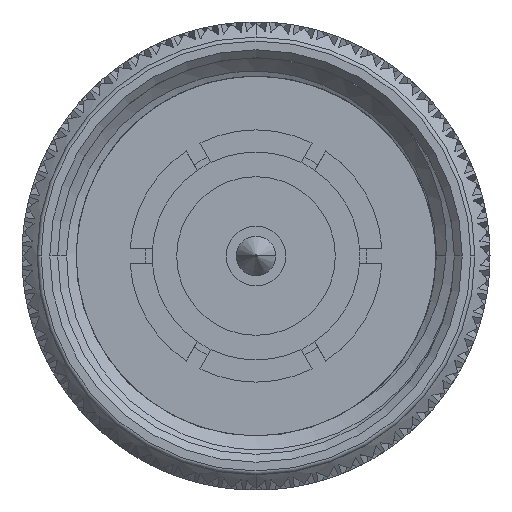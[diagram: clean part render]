
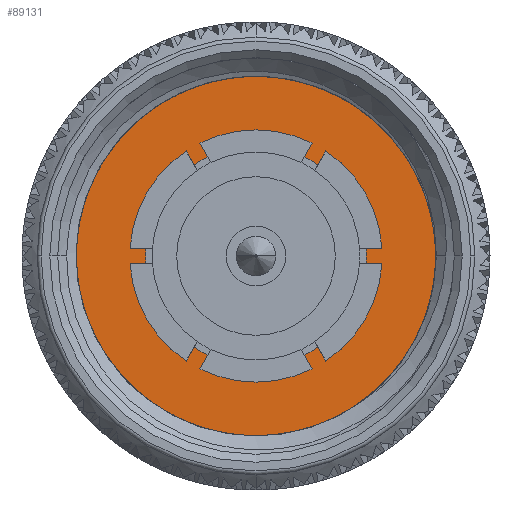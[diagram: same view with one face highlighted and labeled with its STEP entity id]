
A CAD part, left-side view. The second image highlights one B-rep face of the part: STEP entity #89131.
In plain terms, the highlighted planar face has unit normal (-1, 0, 0).
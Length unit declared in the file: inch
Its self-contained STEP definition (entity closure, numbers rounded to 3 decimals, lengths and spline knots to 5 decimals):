
#2500 = CARTESIAN_POINT ( 'NONE',  ( 0.315, -0.02259, -0.23676 ) ) ;
#3633 = CARTESIAN_POINT ( 'NONE',  ( 0.315, 0.19488, -0.11866 ) ) ;
#4189 = ORIENTED_EDGE ( 'NONE', *, *, #109565, .T. ) ;
#6681 = CARTESIAN_POINT ( 'NONE',  ( 0.315, -0.24791, -0.03227 ) ) ;
#13087 = CARTESIAN_POINT ( 'NONE',  ( 0.315, 0.25, 0. ) ) ;
#15302 = EDGE_LOOP ( 'NONE', ( #52559, #53107, #4189, #137992, #80244 ) ) ;
#16340 = DIRECTION ( 'NONE',  ( -1., 0., 0. ) ) ;
#20911 = DIRECTION ( 'NONE',  ( -1., 0., 0. ) ) ;
#23914 = CARTESIAN_POINT ( 'NONE',  ( 0.315, 0., 0. ) ) ;
#27359 = CARTESIAN_POINT ( 'NONE',  ( 0.315, 0., 0. ) ) ;
#28835 = CARTESIAN_POINT ( 'NONE',  ( 0.315, 0.2268, -0.0248 ) ) ;
#30726 = B_SPLINE_CURVE_WITH_KNOTS ( 'NONE', 3,
 ( #118423, #28835, #95764, #94112, #3633, #130976 ),
 .UNSPECIFIED., .F., .F.,
 ( 4, 2, 4 ),
 ( 0., 0.5, 1. ),
 .UNSPECIFIED. ) ;
#31027 = CARTESIAN_POINT ( 'NONE',  ( 0.315, -0.24395, -0.05557 ) ) ;
#32678 = CARTESIAN_POINT ( 'NONE',  ( 0.315, -0.17059, -0.17375 ) ) ;
#33923 = AXIS2_PLACEMENT_3D ( 'NONE', #116073, #20911, #163367 ) ;
#36630 = AXIS2_PLACEMENT_3D ( 'NONE', #135814, #72136, #48758 ) ;
#37641 = CARTESIAN_POINT ( 'NONE',  ( 0.315, 0.2268, 0. ) ) ;
#39672 = CARTESIAN_POINT ( 'NONE',  ( 0.315, 0.17973, -0.13833 ) ) ;
#40651 = CARTESIAN_POINT ( 'NONE',  ( 0.315, 0., 0. ) ) ;
#44937 = FACE_OUTER_BOUND ( 'NONE', #15302, .T. ) ;
#48334 = VERTEX_POINT ( 'NONE', #98290 ) ;
#48758 = DIRECTION ( 'NONE',  ( 0., -1., 0. ) ) ;
#50671 = EDGE_CURVE ( 'NONE', #66966, #74808, #114626, .T. ) ;
#52559 = ORIENTED_EDGE ( 'NONE', *, *, #150606, .T. ) ;
#53107 = ORIENTED_EDGE ( 'NONE', *, *, #66123, .T. ) ;
#56192 = CARTESIAN_POINT ( 'NONE',  ( 0.315, -0.15746, -0.18539 ) ) ;
#57871 = CARTESIAN_POINT ( 'NONE',  ( 0.315, -0.23679, -0.07783 ) ) ;
#58684 = CARTESIAN_POINT ( 'NONE',  ( 0.315, -0.17908, -0.16565 ) ) ;
#60855 = DIRECTION ( 'NONE',  ( -1., 0., 0. ) ) ;
#66123 = EDGE_CURVE ( 'NONE', #69070, #132724, #101009, .T. ) ;
#66247 = CARTESIAN_POINT ( 'NONE',  ( 0.315, 0.17973, -0.13833 ) ) ;
#66692 = EDGE_CURVE ( 'NONE', #135756, #48334, #114449, .T. ) ;
#66966 = VERTEX_POINT ( 'NONE', #39672 ) ;
#67458 = DIRECTION ( 'NONE',  ( 0., -1., 0. ) ) ;
#68702 = CARTESIAN_POINT ( 'NONE',  ( 0.315, -0.14319, -0.19549 ) ) ;
#68797 = CIRCLE ( 'NONE', #36630, 0.139 ) ;
#69070 = VERTEX_POINT ( 'NONE', #106096 ) ;
#70348 = CARTESIAN_POINT ( 'NONE',  ( 0.315, -0.09114, -0.22192 ) ) ;
#71757 = EDGE_CURVE ( 'NONE', #102212, #66966, #30726, .T. ) ;
#72067 = CIRCLE ( 'NONE', #114853, 0.25 ) ;
#72136 = DIRECTION ( 'NONE',  ( -1., 0., 0. ) ) ;
#74183 = AXIS2_PLACEMENT_3D ( 'NONE', #27359, #141268, #104426 ) ;
#74808 = VERTEX_POINT ( 'NONE', #138074 ) ;
#80244 = ORIENTED_EDGE ( 'NONE', *, *, #50671, .T. ) ;
#80926 = EDGE_CURVE ( 'NONE', #48334, #135756, #68797, .T. ) ;
#88633 = ORIENTED_EDGE ( 'NONE', *, *, #66692, .F. ) ;
#89131 = ADVANCED_FACE ( 'NONE', ( #121155, #44937 ), #95989, .T. ) ;
#91300 = CARTESIAN_POINT ( 'NONE',  ( 0.315, 0.09163, -0.21421 ) ) ;
#94112 = CARTESIAN_POINT ( 'NONE',  ( 0.315, 0.20674, -0.0965 ) ) ;
#95764 = CARTESIAN_POINT ( 'NONE',  ( 0.315, 0.22269, -0.04961 ) ) ;
#95989 = PLANE ( 'NONE',  #161551 ) ;
#96289 = CARTESIAN_POINT ( 'NONE',  ( 0.315, -0.12315, -0.20758 ) ) ;
#97110 = CARTESIAN_POINT ( 'NONE',  ( 0.315, -0.08006, -0.22562 ) ) ;
#97127 = EDGE_LOOP ( 'NONE', ( #112467, #88633 ) ) ;
#98290 = CARTESIAN_POINT ( 'NONE',  ( 0.315, 0.139, 0. ) ) ;
#101009 = CIRCLE ( 'NONE', #74183, 0.25 ) ;
#102212 = VERTEX_POINT ( 'NONE', #37641 ) ;
#103933 = CARTESIAN_POINT ( 'NONE',  ( 0.315, 0.16626, -0.15748 ) ) ;
#104426 = DIRECTION ( 'NONE',  ( 0., -1., 0. ) ) ;
#106096 = CARTESIAN_POINT ( 'NONE',  ( 0.315, -0.25, 0. ) ) ;
#108935 = CARTESIAN_POINT ( 'NONE',  ( 0.315, -0.21611, -0.12029 ) ) ;
#109565 = EDGE_CURVE ( 'NONE', #132724, #102212, #120608, .T. ) ;
#112467 = ORIENTED_EDGE ( 'NONE', *, *, #80926, .F. ) ;
#113504 = DIRECTION ( 'NONE',  ( 0., 0., 1. ) ) ;
#114449 = CIRCLE ( 'NONE', #33923, 0.139 ) ;
#114626 = B_SPLINE_CURVE_WITH_KNOTS ( 'NONE', 3,
 ( #66247, #103933, #129034, #155021, #91300, #142440, #117269, #2500, #147407, #97110, #70348, #144939, #96289, #68702, #56192, #32678, #58684, #132389, #123103, #108935, #57871, #31027, #6681 ),
 .UNSPECIFIED., .F., .F.,
 ( 4, 2, 2, 2, 2, 2, 2, 1, 2, 2, 2, 4 ),
 ( 0., 0.125, 0.25, 0.375, 0.5, 0.5625, 0.625, 0.6875, 0.71875, 0.75, 0.875, 1. ),
 .UNSPECIFIED. ) ;
#114853 = AXIS2_PLACEMENT_3D ( 'NONE', #146125, #16340, #67458 ) ;
#116073 = CARTESIAN_POINT ( 'NONE',  ( 0.315, 0., 0. ) ) ;
#117269 = CARTESIAN_POINT ( 'NONE',  ( 0.315, 0.02446, -0.2347 ) ) ;
#118423 = CARTESIAN_POINT ( 'NONE',  ( 0.315, 0.2268, 0. ) ) ;
#120608 = LINE ( 'NONE', #40651, #127923 ) ;
#121155 = FACE_BOUND ( 'NONE', #97127, .T. ) ;
#123103 = CARTESIAN_POINT ( 'NONE',  ( 0.315, -0.20304, -0.13959 ) ) ;
#127923 = VECTOR ( 'NONE', #129469, 39.37008 ) ;
#129034 = CARTESIAN_POINT ( 'NONE',  ( 0.315, 0.14967, -0.17458 ) ) ;
#129469 = DIRECTION ( 'NONE',  ( 0., -1., 0. ) ) ;
#130976 = CARTESIAN_POINT ( 'NONE',  ( 0.315, 0.17973, -0.13833 ) ) ;
#132389 = CARTESIAN_POINT ( 'NONE',  ( 0.315, -0.18323, -0.16139 ) ) ;
#132724 = VERTEX_POINT ( 'NONE', #13087 ) ;
#135756 = VERTEX_POINT ( 'NONE', #138085 ) ;
#135814 = CARTESIAN_POINT ( 'NONE',  ( 0.315, 0., 0. ) ) ;
#137992 = ORIENTED_EDGE ( 'NONE', *, *, #71757, .T. ) ;
#138074 = CARTESIAN_POINT ( 'NONE',  ( 0.315, -0.24791, -0.03227 ) ) ;
#138085 = CARTESIAN_POINT ( 'NONE',  ( 0.315, -0.139, 0. ) ) ;
#141268 = DIRECTION ( 'NONE',  ( -1., 0., 0. ) ) ;
#142440 = CARTESIAN_POINT ( 'NONE',  ( 0.315, 0.04734, -0.23019 ) ) ;
#144939 = CARTESIAN_POINT ( 'NONE',  ( 0.315, -0.11265, -0.21292 ) ) ;
#146125 = CARTESIAN_POINT ( 'NONE',  ( 0.315, 0., 0. ) ) ;
#147407 = CARTESIAN_POINT ( 'NONE',  ( 0.315, -0.04582, -0.23435 ) ) ;
#150606 = EDGE_CURVE ( 'NONE', #74808, #69070, #72067, .T. ) ;
#155021 = CARTESIAN_POINT ( 'NONE',  ( 0.315, 0.11214, -0.20307 ) ) ;
#161551 = AXIS2_PLACEMENT_3D ( 'NONE', #23914, #60855, #113504 ) ;
#163367 = DIRECTION ( 'NONE',  ( 0., -1., 0. ) ) ;
